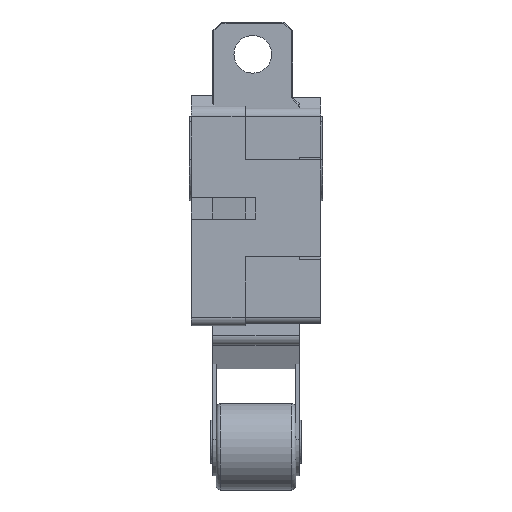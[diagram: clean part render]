
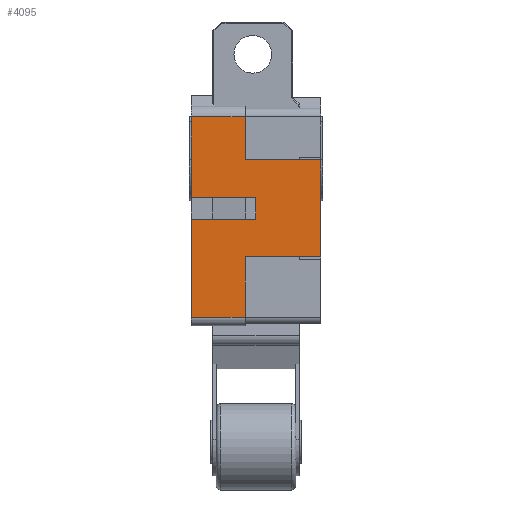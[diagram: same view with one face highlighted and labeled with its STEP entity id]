
A CAD part, left-side view. The second image highlights one B-rep face of the part: STEP entity #4095.
In plain terms, the highlighted planar face has unit normal (-1, 0, 0).
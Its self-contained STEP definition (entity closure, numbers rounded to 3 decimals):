
#187=PLANE('',#4446);
#373=FACE_OUTER_BOUND('',#618,.T.);
#618=EDGE_LOOP('',(#3254,#3255,#3256,#3257,#3258,#3259,#3260,#3261,#3262,
#3263,#3264,#3265));
#904=LINE('',#6277,#1355);
#979=LINE('',#6475,#1430);
#980=LINE('',#6476,#1431);
#981=LINE('',#6478,#1432);
#982=LINE('',#6480,#1433);
#983=LINE('',#6482,#1434);
#984=LINE('',#6484,#1435);
#985=LINE('',#6486,#1436);
#986=LINE('',#6488,#1437);
#987=LINE('',#6490,#1438);
#988=LINE('',#6492,#1439);
#989=LINE('',#6493,#1440);
#1355=VECTOR('',#5044,10.);
#1430=VECTOR('',#5241,10.);
#1431=VECTOR('',#5242,10.);
#1432=VECTOR('',#5243,10.);
#1433=VECTOR('',#5244,10.);
#1434=VECTOR('',#5245,10.);
#1435=VECTOR('',#5246,10.);
#1436=VECTOR('',#5247,10.);
#1437=VECTOR('',#5248,10.);
#1438=VECTOR('',#5249,10.);
#1439=VECTOR('',#5250,10.);
#1440=VECTOR('',#5251,10.);
#1894=VERTEX_POINT('',#6274);
#1895=VERTEX_POINT('',#6276);
#1956=VERTEX_POINT('',#6473);
#1957=VERTEX_POINT('',#6474);
#1958=VERTEX_POINT('',#6477);
#1959=VERTEX_POINT('',#6479);
#1960=VERTEX_POINT('',#6481);
#1961=VERTEX_POINT('',#6483);
#1962=VERTEX_POINT('',#6485);
#1963=VERTEX_POINT('',#6487);
#1964=VERTEX_POINT('',#6489);
#1965=VERTEX_POINT('',#6491);
#2334=EDGE_CURVE('',#1894,#1895,#904,.T.);
#2430=EDGE_CURVE('',#1956,#1957,#979,.T.);
#2431=EDGE_CURVE('',#1957,#1895,#980,.T.);
#2432=EDGE_CURVE('',#1958,#1894,#981,.T.);
#2433=EDGE_CURVE('',#1959,#1958,#982,.T.);
#2434=EDGE_CURVE('',#1959,#1960,#983,.T.);
#2435=EDGE_CURVE('',#1960,#1961,#984,.T.);
#2436=EDGE_CURVE('',#1962,#1961,#985,.T.);
#2437=EDGE_CURVE('',#1963,#1962,#986,.T.);
#2438=EDGE_CURVE('',#1963,#1964,#987,.T.);
#2439=EDGE_CURVE('',#1965,#1964,#988,.T.);
#2440=EDGE_CURVE('',#1956,#1965,#989,.T.);
#3254=ORIENTED_EDGE('',*,*,#2430,.T.);
#3255=ORIENTED_EDGE('',*,*,#2431,.T.);
#3256=ORIENTED_EDGE('',*,*,#2334,.F.);
#3257=ORIENTED_EDGE('',*,*,#2432,.F.);
#3258=ORIENTED_EDGE('',*,*,#2433,.F.);
#3259=ORIENTED_EDGE('',*,*,#2434,.T.);
#3260=ORIENTED_EDGE('',*,*,#2435,.T.);
#3261=ORIENTED_EDGE('',*,*,#2436,.F.);
#3262=ORIENTED_EDGE('',*,*,#2437,.F.);
#3263=ORIENTED_EDGE('',*,*,#2438,.T.);
#3264=ORIENTED_EDGE('',*,*,#2439,.F.);
#3265=ORIENTED_EDGE('',*,*,#2440,.F.);
#4095=ADVANCED_FACE('',(#373),#187,.T.);
#4446=AXIS2_PLACEMENT_3D('',#6472,#5239,#5240);
#5044=DIRECTION('',(0.,0.,-1.));
#5239=DIRECTION('center_axis',(-1.,0.,0.));
#5240=DIRECTION('ref_axis',(0.,0.,1.));
#5241=DIRECTION('',(0.,0.,1.));
#5242=DIRECTION('',(0.,-1.,0.));
#5243=DIRECTION('',(0.,-1.,0.));
#5244=DIRECTION('',(0.,0.,-1.));
#5245=DIRECTION('',(0.,1.,0.));
#5246=DIRECTION('',(0.,0.,-1.));
#5247=DIRECTION('',(0.,1.,0.));
#5248=DIRECTION('',(0.,0.,1.));
#5249=DIRECTION('',(0.,1.,0.));
#5250=DIRECTION('',(0.,0.,1.));
#5251=DIRECTION('',(0.,1.,0.));
#6274=CARTESIAN_POINT('',(-9.5,0.,2.25));
#6276=CARTESIAN_POINT('',(-9.5,0.,-2.25));
#6277=CARTESIAN_POINT('',(-9.5,0.,0.));
#6472=CARTESIAN_POINT('Origin',(-9.5,0.,-4.75));
#6473=CARTESIAN_POINT('',(-9.5,3.5,-5.05));
#6474=CARTESIAN_POINT('',(-9.5,3.5,-2.25));
#6475=CARTESIAN_POINT('',(-9.5,3.5,-4.125));
#6476=CARTESIAN_POINT('',(-9.5,0.,-2.25));
#6477=CARTESIAN_POINT('',(-9.5,3.5,2.25));
#6478=CARTESIAN_POINT('',(-9.5,0.,2.25));
#6479=CARTESIAN_POINT('',(-9.5,3.5,4.25));
#6480=CARTESIAN_POINT('',(-9.5,3.5,4.125));
#6481=CARTESIAN_POINT('',(-9.5,6.,4.25));
#6482=CARTESIAN_POINT('',(-9.5,0.,4.25));
#6483=CARTESIAN_POINT('',(-9.5,6.,0.5));
#6484=CARTESIAN_POINT('',(-9.5,6.,0.));
#6485=CARTESIAN_POINT('',(-9.5,3.,0.5));
#6486=CARTESIAN_POINT('',(-9.5,3.,0.5));
#6487=CARTESIAN_POINT('',(-9.5,3.,-0.5));
#6488=CARTESIAN_POINT('',(-9.5,3.,2.5));
#6489=CARTESIAN_POINT('',(-9.5,6.,-0.5));
#6490=CARTESIAN_POINT('',(-9.5,3.,-0.5));
#6491=CARTESIAN_POINT('',(-9.5,6.,-5.05));
#6492=CARTESIAN_POINT('',(-9.5,6.,0.));
#6493=CARTESIAN_POINT('',(-9.5,1.5,-5.05));
